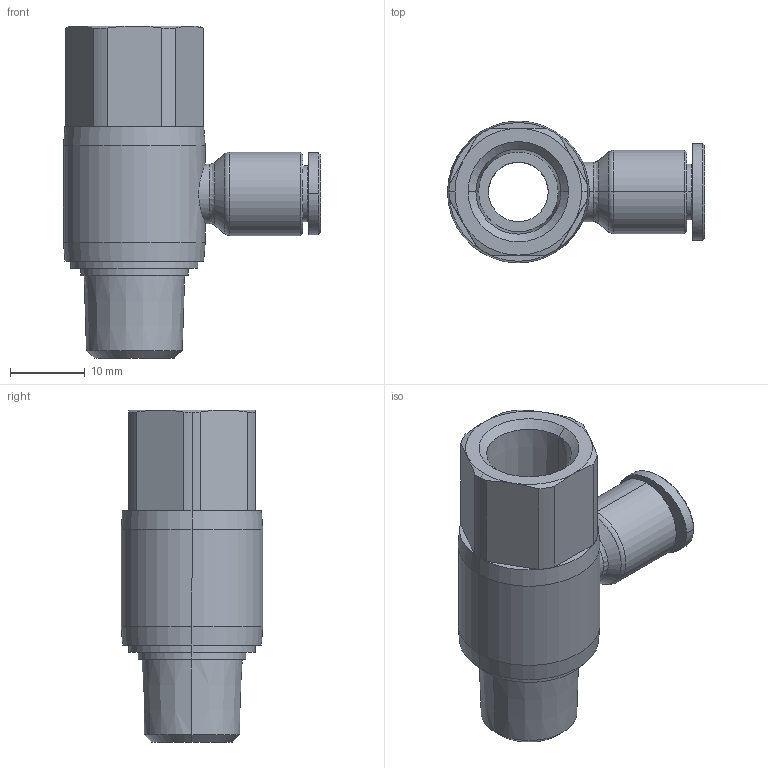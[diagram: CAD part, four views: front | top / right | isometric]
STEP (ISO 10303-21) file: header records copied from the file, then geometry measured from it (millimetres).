
FILE_DESCRIPTION((''),'2;1');
FILE_NAME('GPHF_0602-02(3D).stp','2012-12-20T16:35:16',(''),(''),'Mechanical Desktop.R8.0.24.0','Mechanical Desktop.R8.0.24.0',', , ');
FILE_SCHEMA(('CONFIG_CONTROL_DESIGN'));
Length unit declared in the file: millimetre
Products named in the file (2): GPHF_0602-02(3D); 睡ヶ1
Assembly tree (1 placements, depth 2):
  GPHF_0602-02(3D)
    睡ヶ1
Bounding box: 34.45 x 19 x 44.5 mm (x, y, z)
Volume: 8397.2 mm3; surface area: 5006.4 mm2
Topology: 1 solids, 1 shells, 280 faces, 745 edges, 485 vertices
Faces by surface type: plane 181, cylinder 35, bspline 32, cone 30, torus 2
Entity records: 9655 total; most frequent: CARTESIAN_POINT 2609, ORIENTED_EDGE 1490, DIRECTION 1382, EDGE_CURVE 745, VECTOR 562, LINE 562, VERTEX_POINT 485, AXIS2_PLACEMENT_3D 410
